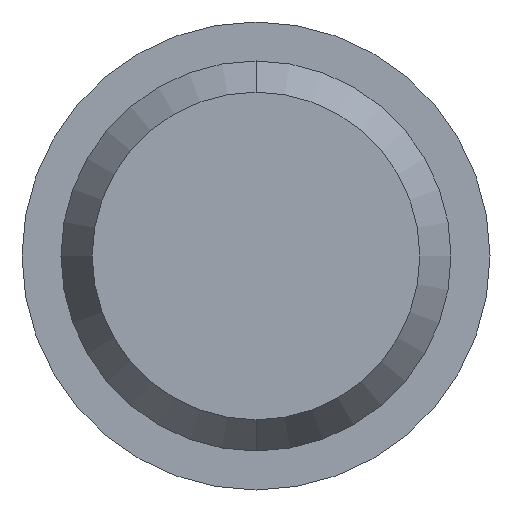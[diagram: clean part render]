
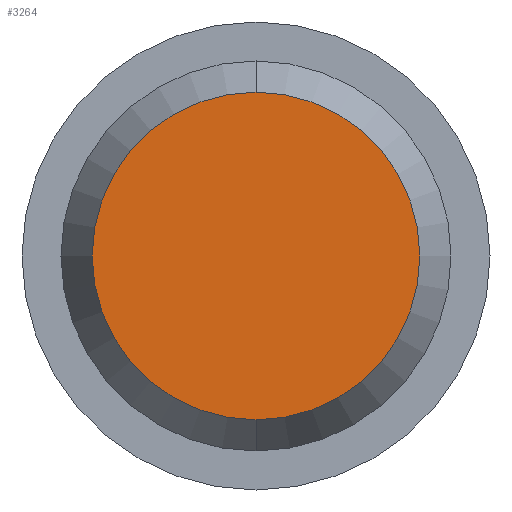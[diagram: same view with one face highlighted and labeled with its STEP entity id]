
A CAD part, front view. The second image highlights one B-rep face of the part: STEP entity #3264.
In plain terms, the highlighted planar face has unit normal (0, -1, 0).
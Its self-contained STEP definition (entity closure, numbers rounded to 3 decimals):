
#60 = DIRECTION ( 'NONE',  ( 0., 1., 0. ) ) ;
#397 = VERTEX_POINT ( 'NONE', #2918 ) ;
#437 = CIRCLE ( 'NONE', #547, 2.1 ) ;
#547 = AXIS2_PLACEMENT_3D ( 'NONE', #4102, #3077, #1397 ) ;
#772 = DIRECTION ( 'NONE',  ( 0., 1., 0. ) ) ;
#1077 = DIRECTION ( 'NONE',  ( -1., 0., 0. ) ) ;
#1397 = DIRECTION ( 'NONE',  ( 0., 0., 1. ) ) ;
#1801 = EDGE_CURVE ( 'Defeature ausgef�hrt1_5+Defeature ausgef�hrt1_1+Defeature ausgef�hrt1_1+Defeature ausgef�hrt1_1', #3219, #397, #4060, .T. ) ;
#1852 = EDGE_CURVE ( 'Defeature ausgef�hrt1_5+Defeature ausgef�hrt1_1+Defeature ausgef�hrt1_1+Defeature ausgef�hrt1_1', #397, #3219, #437, .T. ) ;
#2044 = CARTESIAN_POINT ( 'NONE',  ( 0., -21., -2.1 ) ) ;
#2098 = DIRECTION ( 'NONE',  ( 0., 0., 1. ) ) ;
#2220 = EDGE_LOOP ( 'NONE', ( #2452, #2259 ) ) ;
#2259 = ORIENTED_EDGE ( 'NONE', *, *, #1801, .F. ) ;
#2410 = PLANE ( 'NONE',  #3438 ) ;
#2452 = ORIENTED_EDGE ( 'NONE', *, *, #1852, .F. ) ;
#2694 = FACE_OUTER_BOUND ( 'NONE', #2220, .T. ) ;
#2918 = CARTESIAN_POINT ( 'NONE',  ( 0., -21., 2.1 ) ) ;
#3072 = CARTESIAN_POINT ( 'NONE',  ( 1.788, -21., 0. ) ) ;
#3077 = DIRECTION ( 'NONE',  ( 0., 1., 0. ) ) ;
#3174 = AXIS2_PLACEMENT_3D ( 'NONE', #3737, #772, #2098 ) ;
#3219 = VERTEX_POINT ( 'NONE', #2044 ) ;
#3264 = ADVANCED_FACE ( 'Defeature ausgef�hrt1_1', ( #2694 ), #2410, .F. ) ;
#3438 = AXIS2_PLACEMENT_3D ( 'NONE', #3072, #60, #1077 ) ;
#3737 = CARTESIAN_POINT ( 'NONE',  ( 0., -21., 0. ) ) ;
#4060 = CIRCLE ( 'NONE', #3174, 2.1 ) ;
#4102 = CARTESIAN_POINT ( 'NONE',  ( 0., -21., 0. ) ) ;
